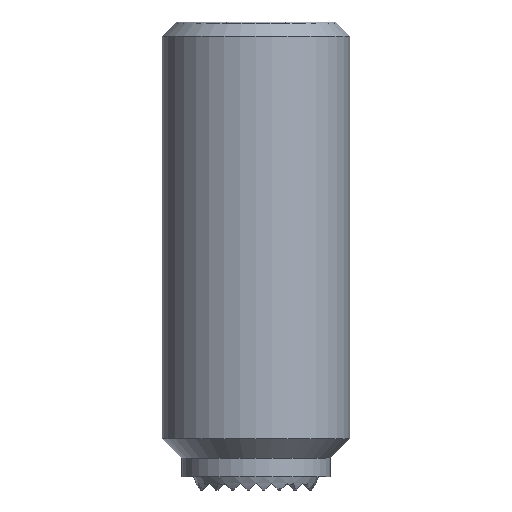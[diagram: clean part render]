
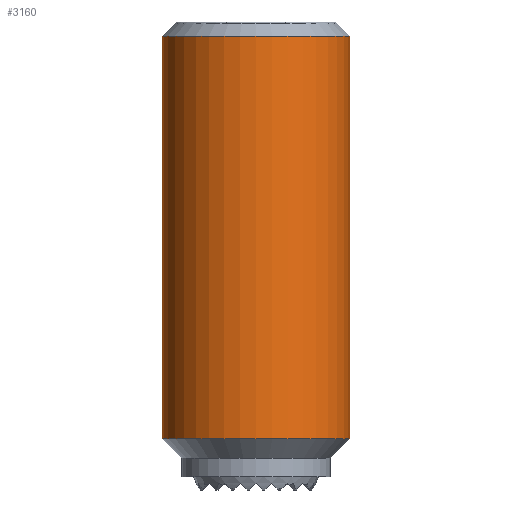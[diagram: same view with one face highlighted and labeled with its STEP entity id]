
A CAD part, front view. The second image highlights one B-rep face of the part: STEP entity #3160.
In plain terms, the highlighted cylindrical face has radius 6 mm (diameter 12 mm), a partial arc.
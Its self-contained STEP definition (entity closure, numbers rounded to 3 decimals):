
#1796=VERTEX_POINT('',#4203);
#1818=VERTEX_POINT('',#4228);
#2392=VERTEX_POINT('',#4866);
#2636=EDGE_CURVE('',#2392,#3256,#5147,.T.);
#2664=EDGE_CURVE('',#1796,#1818,#5181,.T.);
#2750=EDGE_CURVE('',#3256,#1818,#5274,.T.);
#3160=ADVANCED_FACE('',(#5728),#5729,.T.);
#3256=VERTEX_POINT('',#5835);
#3326=EDGE_CURVE('',#1796,#2392,#5914,.T.);
#4203=CARTESIAN_POINT('',(-6.,0.,-26.7));
#4228=CARTESIAN_POINT('',(6.,0.,-26.7));
#4866=CARTESIAN_POINT('',(-6.,0.,-0.9));
#5147=CIRCLE('',#8429,6.);
#5181=CIRCLE('',#8469,6.);
#5274=LINE('',#8602,#8603);
#5728=FACE_OUTER_BOUND('',#9257,.T.);
#5729=CYLINDRICAL_SURFACE('',#9258,6.);
#5835=CARTESIAN_POINT('',(6.,0.,-0.9));
#5914=LINE('',#9521,#9522);
#8429=AXIS2_PLACEMENT_3D('',#11718,#11719,#11720);
#8469=AXIS2_PLACEMENT_3D('',#11774,#11775,#11776);
#8602=CARTESIAN_POINT('',(6.,0.,-13.8));
#8603=VECTOR('',#11863,1.0);
#9257=EDGE_LOOP('',(#12385,#12386,#12387,#12388));
#9258=AXIS2_PLACEMENT_3D('',#12389,#12390,#12391);
#9521=CARTESIAN_POINT('',(-6.,0.,-13.8));
#9522=VECTOR('',#12600,1.0);
#11718=CARTESIAN_POINT('',(0.0,0.,-0.9));
#11719=DIRECTION('',(0.0,0.0,1.0));
#11720=DIRECTION('',(-1.0,0.,0.0));
#11774=CARTESIAN_POINT('',(0.0,0.,-26.7));
#11775=DIRECTION('',(0.0,0.0,1.0));
#11776=DIRECTION('',(-1.0,0.,0.0));
#11863=DIRECTION('',(-0.0,-0.0,-1.0));
#12385=ORIENTED_EDGE('',*,*,#3326,.F.);
#12386=ORIENTED_EDGE('',*,*,#2664,.T.);
#12387=ORIENTED_EDGE('',*,*,#2750,.F.);
#12388=ORIENTED_EDGE('',*,*,#2636,.F.);
#12389=CARTESIAN_POINT('',(0.0,0.,-13.8));
#12390=DIRECTION('',(-0.0,-0.0,-1.0));
#12391=DIRECTION('',(-1.0,0.,0.0));
#12600=DIRECTION('',(0.0,0.0,1.0));
